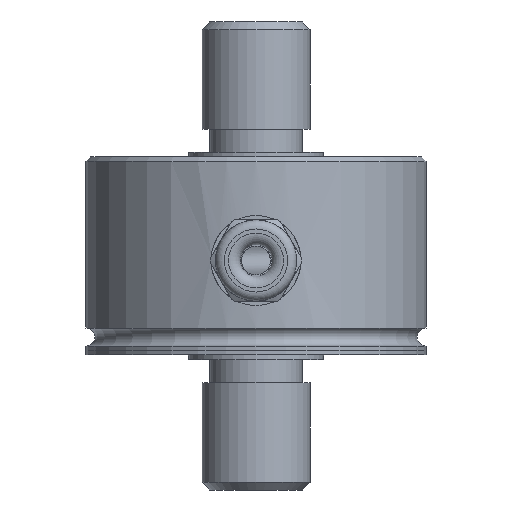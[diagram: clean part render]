
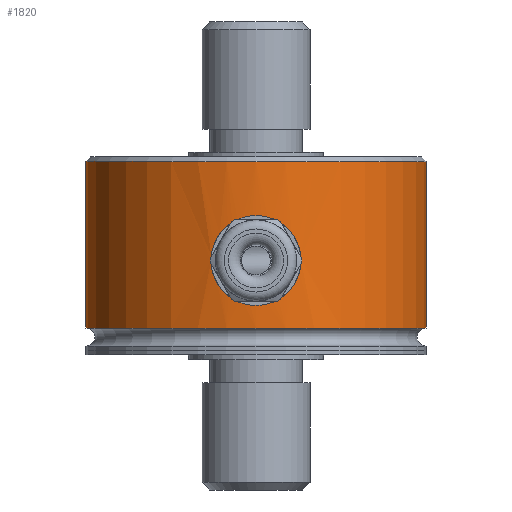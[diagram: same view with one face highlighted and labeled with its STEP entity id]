
A CAD part, left-side view. The second image highlights one B-rep face of the part: STEP entity #1820.
In plain terms, the highlighted cylindrical face has radius 18.9 mm (diameter 37.8 mm), a full revolution.
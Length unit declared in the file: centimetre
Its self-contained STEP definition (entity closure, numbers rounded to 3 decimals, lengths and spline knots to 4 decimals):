
#128=B_SPLINE_CURVE_WITH_KNOTS('',3,(#2181,#2182,#2183,#2184,#2185,#2186,
#2187,#2188,#2189,#2190,#2191,#2192,#2193,#2194,#2195,#2196,#2197,#2198,
#2199,#2200,#2201,#2202,#2203,#2204,#2205,#2206,#2207,#2208,#2209,#2210,
#2211,#2212,#2213,#2214),.UNSPECIFIED.,.T.,.U.,(4,2,2,2,2,2,2,2,2,2,2,2,
2,2,2,2,4),(0.,0.1893,0.3787,0.568,0.7573,
0.9466,1.1359,1.3252,1.5145,1.7039,
1.8932,2.0825,2.2718,2.4611,2.6504,
2.8398,3.0291),.UNSPECIFIED.);
#129=B_SPLINE_CURVE_WITH_KNOTS('',3,(#2217,#2218,#2219,#2220,#2221,#2222,
#2223,#2224,#2225,#2226,#2227,#2228,#2229,#2230,#2231,#2232,#2233,#2234,
#2235,#2236,#2237,#2238,#2239,#2240,#2241,#2242,#2243,#2244,#2245,#2246,
#2247,#2248,#2249,#2250),.UNSPECIFIED.,.T.,.U.,(4,2,2,2,2,2,2,2,2,2,2,2,
2,2,2,2,4),(0.,0.1893,0.3787,0.568,0.7573,
0.9466,1.1359,1.3252,1.5145,1.7039,
1.8932,2.0825,2.2718,2.4611,2.6504,
2.8398,3.0291),.UNSPECIFIED.);
#788=CYLINDRICAL_SURFACE('',#1950,1.89);
#830=VERTEX_POINT('',#2215);
#831=VERTEX_POINT('',#2216);
#833=VERTEX_POINT('',#2255);
#834=VERTEX_POINT('',#2258);
#953=CIRCLE('',#1949,1.89);
#954=CIRCLE('',#1951,1.89);
#1037=EDGE_CURVE('',#830,#831,#128,.T.);
#1038=EDGE_CURVE('',#831,#830,#129,.T.);
#1040=EDGE_CURVE('',#833,#833,#953,.T.);
#1041=EDGE_CURVE('',#834,#834,#954,.T.);
#1233=ORIENTED_EDGE('',*,*,#1037,.T.);
#1234=ORIENTED_EDGE('',*,*,#1038,.T.);
#1235=ORIENTED_EDGE('',*,*,#1041,.T.);
#1236=ORIENTED_EDGE('',*,*,#1040,.F.);
#1550=EDGE_LOOP('',(#1233,#1234));
#1551=EDGE_LOOP('',(#1235));
#1552=EDGE_LOOP('',(#1236));
#1702=FACE_BOUND('',#1550,.T.);
#1703=FACE_BOUND('',#1551,.T.);
#1704=FACE_BOUND('',#1552,.T.);
#1820=ADVANCED_FACE('',(#1702,#1703,#1704),#788,.T.);
#1949=AXIS2_PLACEMENT_3D('',#2254,#2771,#2772);
#1950=AXIS2_PLACEMENT_3D('',#2256,#2773,#2774);
#1951=AXIS2_PLACEMENT_3D('',#2257,#2775,#2776);
#2181=CARTESIAN_POINT('',(-1.8227,0.5,1.15));
#2182=CARTESIAN_POINT('',(-1.8227,0.5,1.2131));
#2183=CARTESIAN_POINT('',(-1.8263,0.4873,1.2802));
#2184=CARTESIAN_POINT('',(-1.8392,0.4362,1.4033));
#2185=CARTESIAN_POINT('',(-1.8482,0.3978,1.4593));
#2186=CARTESIAN_POINT('',(-1.8651,0.3093,1.5478));
#2187=CARTESIAN_POINT('',(-1.874,0.2533,1.5862));
#2188=CARTESIAN_POINT('',(-1.8865,0.1302,1.6373));
#2189=CARTESIAN_POINT('',(-1.89,0.0631,1.65));
#2190=CARTESIAN_POINT('',(-1.89,-0.0631,1.65));
#2191=CARTESIAN_POINT('',(-1.8865,-0.1302,1.6373));
#2192=CARTESIAN_POINT('',(-1.874,-0.2533,1.5862));
#2193=CARTESIAN_POINT('',(-1.8651,-0.3093,1.5478));
#2194=CARTESIAN_POINT('',(-1.8482,-0.3978,1.4593));
#2195=CARTESIAN_POINT('',(-1.8392,-0.4362,1.4033));
#2196=CARTESIAN_POINT('',(-1.8263,-0.4873,1.2802));
#2197=CARTESIAN_POINT('',(-1.8227,-0.5,1.2131));
#2198=CARTESIAN_POINT('',(-1.8227,-0.5,1.0869));
#2199=CARTESIAN_POINT('',(-1.8263,-0.4873,1.0198));
#2200=CARTESIAN_POINT('',(-1.8392,-0.4362,0.8967));
#2201=CARTESIAN_POINT('',(-1.8482,-0.3978,0.8407));
#2202=CARTESIAN_POINT('',(-1.8651,-0.3093,0.7522));
#2203=CARTESIAN_POINT('',(-1.874,-0.2533,0.7138));
#2204=CARTESIAN_POINT('',(-1.8865,-0.1302,0.6627));
#2205=CARTESIAN_POINT('',(-1.89,-0.0631,0.65));
#2206=CARTESIAN_POINT('',(-1.89,0.0631,0.65));
#2207=CARTESIAN_POINT('',(-1.8865,0.1302,0.6627));
#2208=CARTESIAN_POINT('',(-1.874,0.2533,0.7138));
#2209=CARTESIAN_POINT('',(-1.8651,0.3093,0.7522));
#2210=CARTESIAN_POINT('',(-1.8482,0.3978,0.8407));
#2211=CARTESIAN_POINT('',(-1.8392,0.4362,0.8967));
#2212=CARTESIAN_POINT('',(-1.8263,0.4873,1.0198));
#2213=CARTESIAN_POINT('',(-1.8227,0.5,1.0869));
#2214=CARTESIAN_POINT('',(-1.8227,0.5,1.15));
#2215=CARTESIAN_POINT('',(-1.89,0.,1.65));
#2216=CARTESIAN_POINT('',(-1.89,0.,0.65));
#2217=CARTESIAN_POINT('',(-1.8227,0.5,1.15));
#2218=CARTESIAN_POINT('',(-1.8227,0.5,1.2131));
#2219=CARTESIAN_POINT('',(-1.8263,0.4873,1.2802));
#2220=CARTESIAN_POINT('',(-1.8392,0.4362,1.4033));
#2221=CARTESIAN_POINT('',(-1.8482,0.3978,1.4593));
#2222=CARTESIAN_POINT('',(-1.8651,0.3093,1.5478));
#2223=CARTESIAN_POINT('',(-1.874,0.2533,1.5862));
#2224=CARTESIAN_POINT('',(-1.8865,0.1302,1.6373));
#2225=CARTESIAN_POINT('',(-1.89,0.0631,1.65));
#2226=CARTESIAN_POINT('',(-1.89,-0.0631,1.65));
#2227=CARTESIAN_POINT('',(-1.8865,-0.1302,1.6373));
#2228=CARTESIAN_POINT('',(-1.874,-0.2533,1.5862));
#2229=CARTESIAN_POINT('',(-1.8651,-0.3093,1.5478));
#2230=CARTESIAN_POINT('',(-1.8482,-0.3978,1.4593));
#2231=CARTESIAN_POINT('',(-1.8392,-0.4362,1.4033));
#2232=CARTESIAN_POINT('',(-1.8263,-0.4873,1.2802));
#2233=CARTESIAN_POINT('',(-1.8227,-0.5,1.2131));
#2234=CARTESIAN_POINT('',(-1.8227,-0.5,1.0869));
#2235=CARTESIAN_POINT('',(-1.8263,-0.4873,1.0198));
#2236=CARTESIAN_POINT('',(-1.8392,-0.4362,0.8967));
#2237=CARTESIAN_POINT('',(-1.8482,-0.3978,0.8407));
#2238=CARTESIAN_POINT('',(-1.8651,-0.3093,0.7522));
#2239=CARTESIAN_POINT('',(-1.874,-0.2533,0.7138));
#2240=CARTESIAN_POINT('',(-1.8865,-0.1302,0.6627));
#2241=CARTESIAN_POINT('',(-1.89,-0.0631,0.65));
#2242=CARTESIAN_POINT('',(-1.89,0.0631,0.65));
#2243=CARTESIAN_POINT('',(-1.8865,0.1302,0.6627));
#2244=CARTESIAN_POINT('',(-1.874,0.2533,0.7138));
#2245=CARTESIAN_POINT('',(-1.8651,0.3093,0.7522));
#2246=CARTESIAN_POINT('',(-1.8482,0.3978,0.8407));
#2247=CARTESIAN_POINT('',(-1.8392,0.4362,0.8967));
#2248=CARTESIAN_POINT('',(-1.8263,0.4873,1.0198));
#2249=CARTESIAN_POINT('',(-1.8227,0.5,1.0869));
#2250=CARTESIAN_POINT('',(-1.8227,0.5,1.15));
#2254=CARTESIAN_POINT('',(0.,0.,0.05));
#2255=CARTESIAN_POINT('',(1.89,0.,0.05));
#2256=CARTESIAN_POINT('',(0.,0.,0.));
#2257=CARTESIAN_POINT('',(0.,0.,1.9));
#2258=CARTESIAN_POINT('',(-1.89,0.,1.9));
#2771=DIRECTION('',(0.,0.,-1.));
#2772=DIRECTION('',(-1.89,0.,0.));
#2773=DIRECTION('',(0.,0.,1.));
#2774=DIRECTION('',(1.89,0.,0.));
#2775=DIRECTION('',(0.,0.,-1.));
#2776=DIRECTION('',(1.89,0.,0.));
